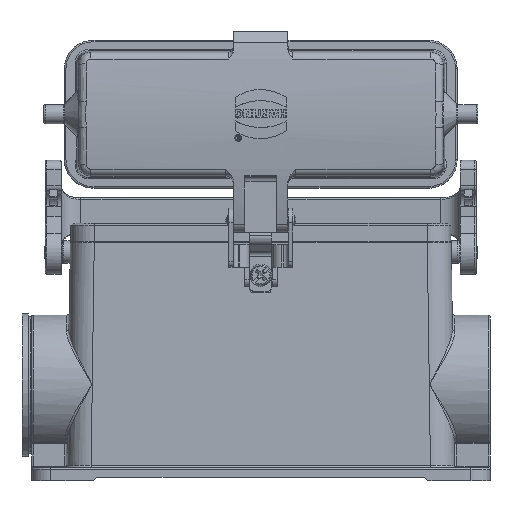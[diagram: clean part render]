
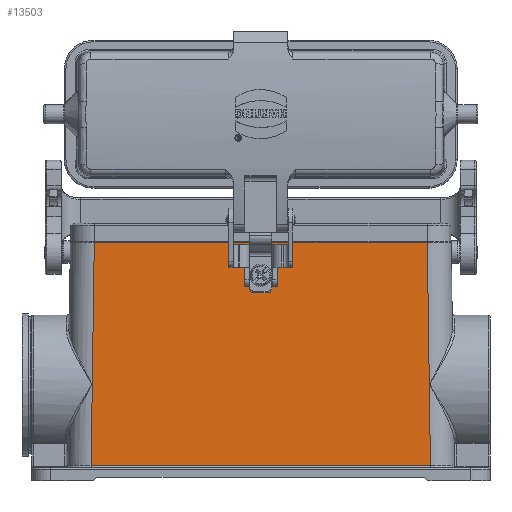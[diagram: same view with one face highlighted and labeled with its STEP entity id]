
A CAD part, front view. The second image highlights one B-rep face of the part: STEP entity #13503.
In plain terms, the highlighted planar face has unit normal (0, -1, 0.011).
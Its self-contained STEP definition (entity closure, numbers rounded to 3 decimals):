
#13302=CARTESIAN_POINT('',(0.,-22.3,-65.25));
#13303=DIRECTION('',(0.,-1.,0.011));
#13304=DIRECTION('',(0.0,-0.011,-1.));
#13305=AXIS2_PLACEMENT_3D('',#13302,#13303,#13304);
#13306=PLANE('',#13305);
#13307=CARTESIAN_POINT('',(-1.75,-21.514,4.449));
#13308=VERTEX_POINT('',#13307);
#13309=CARTESIAN_POINT('',(-1.75,-21.511,4.749));
#13310=VERTEX_POINT('',#13309);
#13311=CARTESIAN_POINT('',(-1.75,-21.514,4.449));
#13312=DIRECTION('',(0.0,0.011,1.));
#13313=VECTOR('',#13312,0.3);
#13314=LINE('',#13311,#13313);
#13315=EDGE_CURVE('',#13308,#13310,#13314,.T.);
#13316=ORIENTED_EDGE('',*,*,#13315,.F.);
#13317=CARTESIAN_POINT('',(-1.6,-21.514,4.449));
#13318=VERTEX_POINT('',#13317);
#13319=CARTESIAN_POINT('',(-1.6,-21.514,4.449));
#13320=DIRECTION('',(-1.0,0.0,0.0));
#13321=VECTOR('',#13320,0.15);
#13322=LINE('',#13319,#13321);
#13323=EDGE_CURVE('',#13318,#13308,#13322,.T.);
#13324=ORIENTED_EDGE('',*,*,#13323,.F.);
#13325=CARTESIAN_POINT('',(-1.6,-21.5,5.7));
#13326=VERTEX_POINT('',#13325);
#13327=CARTESIAN_POINT('',(-1.6,-21.5,5.7));
#13328=DIRECTION('',(0.0,-0.011,-1.));
#13329=VECTOR('',#13328,1.251);
#13330=LINE('',#13327,#13329);
#13331=EDGE_CURVE('',#13326,#13318,#13330,.T.);
#13332=ORIENTED_EDGE('',*,*,#13331,.F.);
#13333=CARTESIAN_POINT('',(-52.3,-21.5,5.7));
#13334=VERTEX_POINT('',#13333);
#13335=CARTESIAN_POINT('',(-52.3,-21.5,5.7));
#13336=DIRECTION('',(1.0,0.0,0.0));
#13337=VECTOR('',#13336,50.7);
#13338=LINE('',#13335,#13337);
#13339=EDGE_CURVE('',#13334,#13326,#13338,.T.);
#13340=ORIENTED_EDGE('',*,*,#13339,.F.);
#13341=CARTESIAN_POINT('',(-53.289,-22.291,-64.459));
#13342=VERTEX_POINT('',#13341);
#13343=CARTESIAN_POINT('',(-52.3,-21.5,5.7));
#13344=DIRECTION('',(-0.014,-0.011,-1.));
#13345=VECTOR('',#13344,70.17);
#13346=LINE('',#13343,#13345);
#13347=EDGE_CURVE('',#13334,#13342,#13346,.T.);
#13348=ORIENTED_EDGE('',*,*,#13347,.T.);
#13349=CARTESIAN_POINT('',(53.289,-22.291,-64.459));
#13350=VERTEX_POINT('',#13349);
#13351=CARTESIAN_POINT('',(-53.289,-22.291,-64.459));
#13352=DIRECTION('',(1.0,0.0,0.0));
#13353=VECTOR('',#13352,106.579);
#13354=LINE('',#13351,#13353);
#13355=EDGE_CURVE('',#13342,#13350,#13354,.T.);
#13356=ORIENTED_EDGE('',*,*,#13355,.T.);
#13357=CARTESIAN_POINT('',(52.3,-21.5,5.7));
#13358=VERTEX_POINT('',#13357);
#13359=CARTESIAN_POINT('',(53.289,-22.291,-64.459));
#13360=DIRECTION('',(-0.014,0.011,1.));
#13361=VECTOR('',#13360,70.17);
#13362=LINE('',#13359,#13361);
#13363=EDGE_CURVE('',#13350,#13358,#13362,.T.);
#13364=ORIENTED_EDGE('',*,*,#13363,.T.);
#13365=CARTESIAN_POINT('',(1.6,-21.5,5.7));
#13366=VERTEX_POINT('',#13365);
#13367=CARTESIAN_POINT('',(1.6,-21.5,5.7));
#13368=DIRECTION('',(1.0,0.0,0.0));
#13369=VECTOR('',#13368,50.7);
#13370=LINE('',#13367,#13369);
#13371=EDGE_CURVE('',#13366,#13358,#13370,.T.);
#13372=ORIENTED_EDGE('',*,*,#13371,.F.);
#13373=CARTESIAN_POINT('',(1.6,-21.514,4.449));
#13374=VERTEX_POINT('',#13373);
#13375=CARTESIAN_POINT('',(1.6,-21.514,4.449));
#13376=DIRECTION('',(0.,0.011,1.));
#13377=VECTOR('',#13376,1.251);
#13378=LINE('',#13375,#13377);
#13379=EDGE_CURVE('',#13374,#13366,#13378,.T.);
#13380=ORIENTED_EDGE('',*,*,#13379,.F.);
#13381=CARTESIAN_POINT('',(1.75,-21.514,4.449));
#13382=VERTEX_POINT('',#13381);
#13383=CARTESIAN_POINT('',(1.75,-21.514,4.449));
#13384=DIRECTION('',(-1.0,0.0,0.0));
#13385=VECTOR('',#13384,0.15);
#13386=LINE('',#13383,#13385);
#13387=EDGE_CURVE('',#13382,#13374,#13386,.T.);
#13388=ORIENTED_EDGE('',*,*,#13387,.F.);
#13389=CARTESIAN_POINT('',(1.75,-21.511,4.749));
#13390=VERTEX_POINT('',#13389);
#13391=CARTESIAN_POINT('',(1.75,-21.511,4.749));
#13392=DIRECTION('',(0.0,-0.011,-1.));
#13393=VECTOR('',#13392,0.3);
#13394=LINE('',#13391,#13393);
#13395=EDGE_CURVE('',#13390,#13382,#13394,.T.);
#13396=ORIENTED_EDGE('',*,*,#13395,.F.);
#13397=CARTESIAN_POINT('',(3.6,-21.511,4.749));
#13398=VERTEX_POINT('',#13397);
#13399=CARTESIAN_POINT('',(3.6,-21.511,4.749));
#13400=DIRECTION('',(-1.0,0.0,0.0));
#13401=VECTOR('',#13400,1.85);
#13402=LINE('',#13399,#13401);
#13403=EDGE_CURVE('',#13398,#13390,#13402,.T.);
#13404=ORIENTED_EDGE('',*,*,#13403,.F.);
#13405=CARTESIAN_POINT('',(3.6,-21.657,-8.25));
#13406=VERTEX_POINT('',#13405);
#13407=CARTESIAN_POINT('',(3.6,-21.511,4.749));
#13408=DIRECTION('',(0.,-0.011,-1.));
#13409=VECTOR('',#13408,13.);
#13410=LINE('',#13407,#13409);
#13411=EDGE_CURVE('',#13398,#13406,#13410,.T.);
#13412=ORIENTED_EDGE('',*,*,#13411,.T.);
#13413=CARTESIAN_POINT('',(3.5,-21.657,-8.25));
#13414=VERTEX_POINT('',#13413);
#13415=CARTESIAN_POINT('',(3.5,-21.657,-8.25));
#13416=DIRECTION('',(1.0,0.0,0.0));
#13417=VECTOR('',#13416,0.1);
#13418=LINE('',#13415,#13417);
#13419=EDGE_CURVE('',#13414,#13406,#13418,.T.);
#13420=ORIENTED_EDGE('',*,*,#13419,.F.);
#13421=CARTESIAN_POINT('',(3.5,-21.669,-9.25));
#13422=VERTEX_POINT('',#13421);
#13423=CARTESIAN_POINT('',(3.5,-21.669,-9.25));
#13424=DIRECTION('',(0.0,0.011,1.));
#13425=VECTOR('',#13424,1.);
#13426=LINE('',#13423,#13425);
#13427=EDGE_CURVE('',#13422,#13414,#13426,.T.);
#13428=ORIENTED_EDGE('',*,*,#13427,.F.);
#13429=CARTESIAN_POINT('',(3.211,-21.674,-9.75));
#13430=VERTEX_POINT('',#13429);
#13431=CARTESIAN_POINT('',(3.211,-21.674,-9.75));
#13432=DIRECTION('',(0.5,0.01,0.866));
#13433=VECTOR('',#13432,0.577);
#13434=LINE('',#13431,#13433);
#13435=EDGE_CURVE('',#13430,#13422,#13434,.T.);
#13436=ORIENTED_EDGE('',*,*,#13435,.F.);
#13437=CARTESIAN_POINT('',(2.345,-21.68,-10.25));
#13438=VERTEX_POINT('',#13437);
#13439=CARTESIAN_POINT('',(2.345,-21.669,-9.25));
#13440=DIRECTION('',(0.,-1.,0.011));
#13441=DIRECTION('',(0.866,-0.006,-0.5));
#13442=AXIS2_PLACEMENT_3D('',#13439,#13440,#13441);
#13443=CIRCLE('',#13442,1.);
#13444=EDGE_CURVE('',#13438,#13430,#13443,.T.);
#13445=ORIENTED_EDGE('',*,*,#13444,.F.);
#13446=CARTESIAN_POINT('',(-2.345,-21.68,-10.25));
#13447=VERTEX_POINT('',#13446);
#13448=CARTESIAN_POINT('',(-2.345,-21.68,-10.25));
#13449=DIRECTION('',(1.0,0.0,0.0));
#13450=VECTOR('',#13449,4.691);
#13451=LINE('',#13448,#13450);
#13452=EDGE_CURVE('',#13447,#13438,#13451,.T.);
#13453=ORIENTED_EDGE('',*,*,#13452,.F.);
#13454=CARTESIAN_POINT('',(-3.211,-21.674,-9.75));
#13455=VERTEX_POINT('',#13454);
#13456=CARTESIAN_POINT('',(-2.345,-21.669,-9.25));
#13457=DIRECTION('',(0.0,-1.,0.011));
#13458=DIRECTION('',(0.0,-0.011,-1.));
#13459=AXIS2_PLACEMENT_3D('',#13456,#13457,#13458);
#13460=CIRCLE('',#13459,1.);
#13461=EDGE_CURVE('',#13455,#13447,#13460,.T.);
#13462=ORIENTED_EDGE('',*,*,#13461,.F.);
#13463=CARTESIAN_POINT('',(-3.5,-21.669,-9.25));
#13464=VERTEX_POINT('',#13463);
#13465=CARTESIAN_POINT('',(-3.5,-21.669,-9.25));
#13466=DIRECTION('',(0.5,-0.01,-0.866));
#13467=VECTOR('',#13466,0.577);
#13468=LINE('',#13465,#13467);
#13469=EDGE_CURVE('',#13464,#13455,#13468,.T.);
#13470=ORIENTED_EDGE('',*,*,#13469,.F.);
#13471=CARTESIAN_POINT('',(-3.5,-21.657,-8.25));
#13472=VERTEX_POINT('',#13471);
#13473=CARTESIAN_POINT('',(-3.5,-21.657,-8.25));
#13474=DIRECTION('',(0.,-0.011,-1.));
#13475=VECTOR('',#13474,1.);
#13476=LINE('',#13473,#13475);
#13477=EDGE_CURVE('',#13472,#13464,#13476,.T.);
#13478=ORIENTED_EDGE('',*,*,#13477,.F.);
#13479=CARTESIAN_POINT('',(-3.6,-21.657,-8.25));
#13480=VERTEX_POINT('',#13479);
#13481=CARTESIAN_POINT('',(-3.6,-21.657,-8.25));
#13482=DIRECTION('',(1.0,0.0,0.0));
#13483=VECTOR('',#13482,0.1);
#13484=LINE('',#13481,#13483);
#13485=EDGE_CURVE('',#13480,#13472,#13484,.T.);
#13486=ORIENTED_EDGE('',*,*,#13485,.F.);
#13487=CARTESIAN_POINT('',(-3.6,-21.511,4.749));
#13488=VERTEX_POINT('',#13487);
#13489=CARTESIAN_POINT('',(-3.6,-21.657,-8.25));
#13490=DIRECTION('',(0.0,0.011,1.));
#13491=VECTOR('',#13490,13.);
#13492=LINE('',#13489,#13491);
#13493=EDGE_CURVE('',#13480,#13488,#13492,.T.);
#13494=ORIENTED_EDGE('',*,*,#13493,.T.);
#13495=CARTESIAN_POINT('',(-1.75,-21.511,4.749));
#13496=DIRECTION('',(-1.0,0.0,0.0));
#13497=VECTOR('',#13496,1.85);
#13498=LINE('',#13495,#13497);
#13499=EDGE_CURVE('',#13310,#13488,#13498,.T.);
#13500=ORIENTED_EDGE('',*,*,#13499,.F.);
#13501=EDGE_LOOP('',(#13316,#13324,#13332,#13340,#13348,#13356,#13364,#13372,#13380,#13388,#13396,#13404,#13412,#13420,#13428,#13436,#13445,#13453,#13462,#13470,#13478,#13486,#13494,#13500));
#13502=FACE_OUTER_BOUND('',#13501,.T.);
#13503=ADVANCED_FACE('',(#13502),#13306,.T.);
